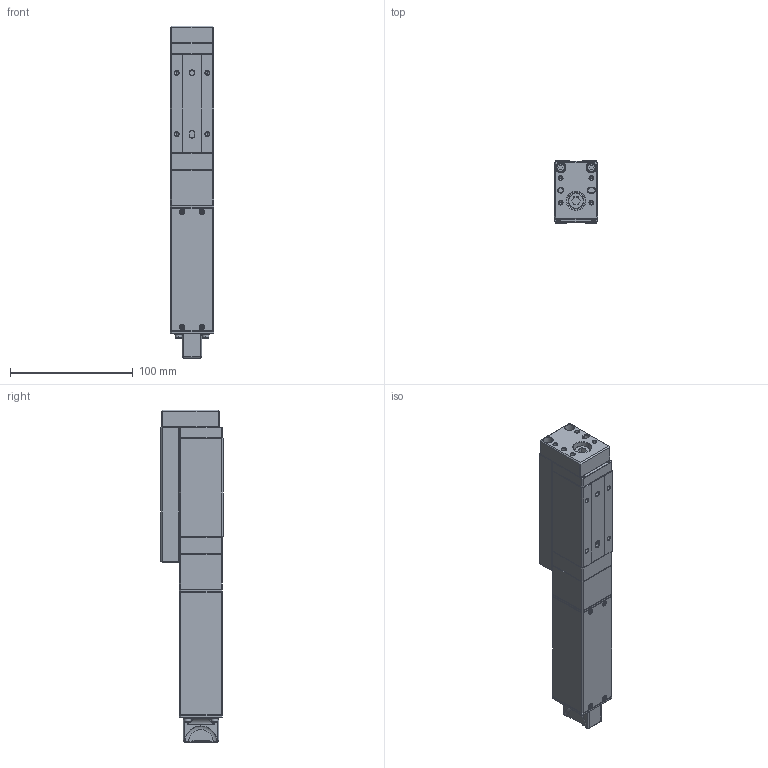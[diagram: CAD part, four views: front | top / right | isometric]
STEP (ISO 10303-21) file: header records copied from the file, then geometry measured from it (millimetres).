
FILE_DESCRIPTION (( 'STEP AP203' ), '1' );
FILE_NAME ('RM-PLA-11-50-2-ITG 珨极す怢倰芢裝 1.0.STEP', '2021-11-30T10:40:52', ( '' ), ( '' ), 'SwSTEP 2.0', 'SolidWorks 2019', '' );
FILE_SCHEMA (( 'CONFIG_CONTROL_DESIGN' ));
Length unit declared in the file: millimetre
Products named in the file (23): MSP01-LA013 薊粣ん裔; MSP01-LA004 薊粣ん褲; MSP01-LA003 粣創釱; MSP01-LA006 电机外壳_一体外壳; MFT07-M3 粟銅賡; MFT03-M8x10 埴翐囀鞠褒蹟佪; MSP01-LA007 帣裔_MSP01-EC002-28; MFT03-M3x8 埴翐囀鞠褒蹟佪; MSP01-LA008 す怢倰裝极_50mm; 蕾宒堤盄芛俋褲; d1100-22p; PPT17-GFM-1416-08 拸蚐傍杶; MFT02-M2.5x5 坋趼麥芛蹟佪; MFT02-M2x5 坋趼麥芛蹟佪; RM-PLA-11-50-2-ITG 珨极す怢倰芢裝 1.0; M4x8 埴翐囀鞠褒蹟佪; MSP01-LA011 す怢傷啣; MSP01-LA005 萇儂蟀諉啣; MSP01-LA001 ヶ傷裔; MFT03-M2.5x6 埴翐囀鞠褒蹟佪; MSP01-LA012 す怢啣_50mm; MSP02-LA002 芢裝_50mm; 蕾宒堤盄
Assembly tree (49 placements, depth 3):
  RM-PLA-11-50-2-ITG 珨极す怢倰芢裝 1.0
    MSP02-LA002 芢裝_50mm
    MSP01-LA001 ヶ傷裔
    MSP01-LA003 粣創釱
    MSP01-LA004 薊粣ん褲
    MSP01-LA005 萇儂蟀諉啣
    MSP01-LA006 电机外壳_一体外壳
    MSP01-LA007 帣裔_MSP01-EC002-28
    MFT03-M2.5x6 埴翐囀鞠褒蹟佪
    蕾宒堤盄
      蕾宒堤盄芛俋褲
      d1100-22p
    MSP01-LA012 す怢啣_50mm
    MSP01-LA011 す怢傷啣
    MFT03-M8x10 埴翐囀鞠褒蹟佪
    MSP01-LA008 す怢倰裝极_50mm
    MFT07-M3 粟銅賡  x4
    MFT03-M3x8 埴翐囀鞠褒蹟佪  x12
    MFT02-M2x5 坋趼麥芛蹟佪  x10
    M4x8 埴翐囀鞠褒蹟佪  x2
    PPT17-GFM-1416-08 拸蚐傍杶
    MSP01-LA013 薊粣ん裔
    MFT02-M2.5x5 坋趼麥芛蹟佪  x4
Bounding box: 35 x 50.5 x 270 mm (x, y, z)
Volume: 195241.3 mm3; surface area: 119207.5 mm2
Topology: 48 solids, 48 shells, 2831 faces, 6395 edges, 3683 vertices
Faces by surface type: plane 1398, cone 692, cylinder 639, bspline 48, torus 42, sphere 12
Entity records: 56456 total; most frequent: CARTESIAN_POINT 10400, DIRECTION 9405, ORIENTED_EDGE 8470, EDGE_CURVE 4235, AXIS2_PLACEMENT_3D 3403, VECTOR 2599, LINE 2599, VERTEX_POINT 2486
